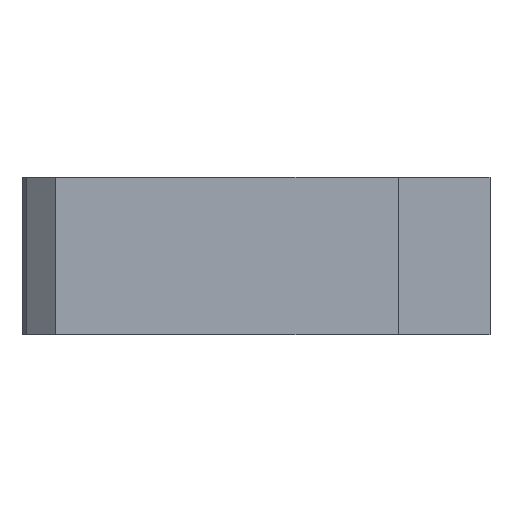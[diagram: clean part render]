
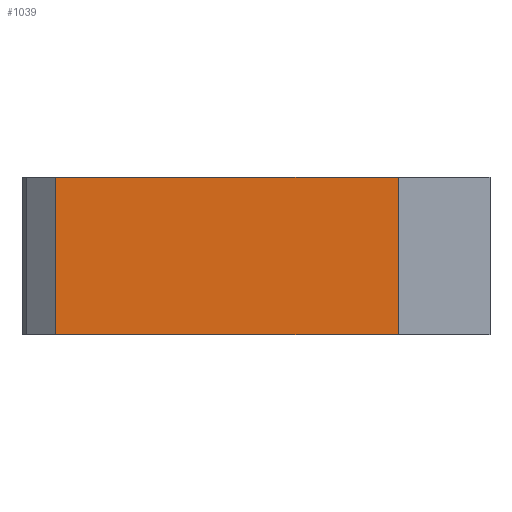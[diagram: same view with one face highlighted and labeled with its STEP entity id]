
A CAD part, front view. The second image highlights one B-rep face of the part: STEP entity #1039.
In plain terms, the highlighted planar face has unit normal (0, -1, 0).
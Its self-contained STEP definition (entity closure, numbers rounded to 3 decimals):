
#61=PLANE('',#1124);
#123=FACE_OUTER_BOUND('',#179,.T.);
#179=EDGE_LOOP('',(#979,#980,#981,#982));
#241=LINE('',#1648,#371);
#258=LINE('',#1685,#388);
#290=LINE('',#1744,#420);
#310=LINE('',#1789,#440);
#371=VECTOR('',#1232,10.);
#388=VECTOR('',#1267,10.);
#420=VECTOR('',#1309,10.);
#440=VECTOR('',#1379,10.);
#514=VERTEX_POINT('',#1645);
#515=VERTEX_POINT('',#1647);
#525=VERTEX_POINT('',#1682);
#526=VERTEX_POINT('',#1684);
#623=EDGE_CURVE('',#515,#514,#241,.T.);
#642=EDGE_CURVE('',#525,#526,#258,.T.);
#674=EDGE_CURVE('',#514,#526,#290,.T.);
#694=EDGE_CURVE('',#515,#525,#310,.T.);
#979=ORIENTED_EDGE('',*,*,#674,.T.);
#980=ORIENTED_EDGE('',*,*,#642,.F.);
#981=ORIENTED_EDGE('',*,*,#694,.F.);
#982=ORIENTED_EDGE('',*,*,#623,.T.);
#1039=ADVANCED_FACE('',(#123),#61,.T.);
#1124=AXIS2_PLACEMENT_3D('',#1788,#1377,#1378);
#1232=DIRECTION('',(1.,0.,0.));
#1267=DIRECTION('',(1.,0.,0.));
#1309=DIRECTION('',(0.,0.,1.));
#1377=DIRECTION('center_axis',(0.,-1.,0.));
#1378=DIRECTION('ref_axis',(1.,0.,0.));
#1379=DIRECTION('',(0.,0.,1.));
#1645=CARTESIAN_POINT('',(-54.93,21.656,0.));
#1647=CARTESIAN_POINT('',(-67.992,21.656,0.));
#1648=CARTESIAN_POINT('',(-67.992,21.656,0.));
#1682=CARTESIAN_POINT('',(-67.992,21.656,6.));
#1684=CARTESIAN_POINT('',(-54.93,21.656,6.));
#1685=CARTESIAN_POINT('',(-67.992,21.656,6.));
#1744=CARTESIAN_POINT('',(-54.93,21.656,0.));
#1788=CARTESIAN_POINT('Origin',(-67.992,21.656,0.));
#1789=CARTESIAN_POINT('',(-67.992,21.656,0.));
